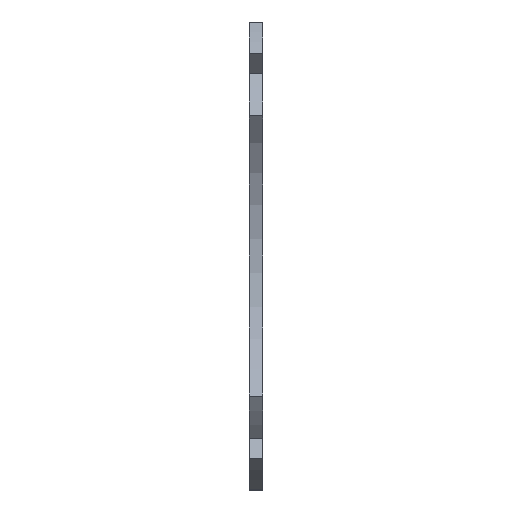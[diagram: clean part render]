
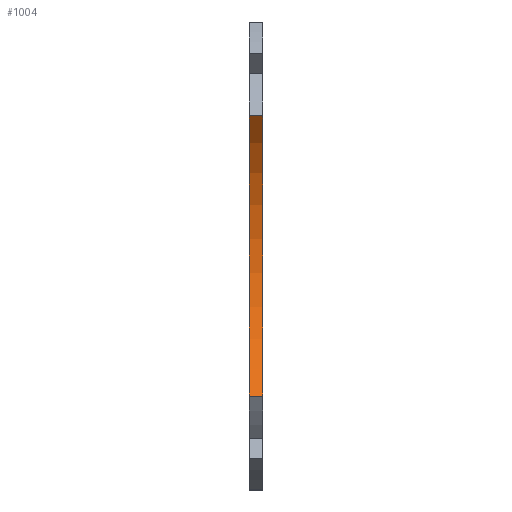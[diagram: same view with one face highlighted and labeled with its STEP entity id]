
A CAD part, left-side view. The second image highlights one B-rep face of the part: STEP entity #1004.
In plain terms, the highlighted cylindrical face has radius 45.426 mm (diameter 90.853 mm), a partial arc.
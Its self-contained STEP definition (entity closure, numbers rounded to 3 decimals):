
#13 = ORIENTED_EDGE ( 'NONE', *, *, #1049, .T. ) ;
#34 = LINE ( 'NONE', #1064, #949 ) ;
#52 = VERTEX_POINT ( 'NONE', #1033 ) ;
#64 = EDGE_CURVE ( 'NONE', #319, #336, #34, .T. ) ;
#80 = VECTOR ( 'NONE', #187, 1000. ) ;
#106 = CARTESIAN_POINT ( 'NONE',  ( -51.48, 3., -30.819 ) ) ;
#111 = AXIS2_PLACEMENT_3D ( 'NONE', #823, #995, #840 ) ;
#187 = DIRECTION ( 'NONE',  ( 0., -1., 0. ) ) ;
#263 = EDGE_CURVE ( 'NONE', #52, #336, #730, .T. ) ;
#277 = VERTEX_POINT ( 'NONE', #658 ) ;
#279 = DIRECTION ( 'NONE',  ( 0., -1., 0. ) ) ;
#306 = CARTESIAN_POINT ( 'NONE',  ( -84.853, 3., 0. ) ) ;
#319 = VERTEX_POINT ( 'NONE', #335 ) ;
#335 = CARTESIAN_POINT ( 'NONE',  ( -51.48, 3., 30.819 ) ) ;
#336 = VERTEX_POINT ( 'NONE', #924 ) ;
#415 = CIRCLE ( 'NONE', #506, 45.426 ) ;
#431 = AXIS2_PLACEMENT_3D ( 'NONE', #864, #279, #611 ) ;
#440 = ORIENTED_EDGE ( 'NONE', *, *, #263, .T. ) ;
#445 = CYLINDRICAL_SURFACE ( 'NONE', #431, 45.426 ) ;
#506 = AXIS2_PLACEMENT_3D ( 'NONE', #306, #998, #644 ) ;
#566 = DIRECTION ( 'NONE',  ( 0., -1., 0. ) ) ;
#611 = DIRECTION ( 'NONE',  ( 0., 0., -1. ) ) ;
#644 = DIRECTION ( 'NONE',  ( 0., 0., 1. ) ) ;
#658 = CARTESIAN_POINT ( 'NONE',  ( -51.48, 3., -30.819 ) ) ;
#730 = CIRCLE ( 'NONE', #111, 45.426 ) ;
#797 = EDGE_LOOP ( 'NONE', ( #440, #1050, #1085, #13 ) ) ;
#823 = CARTESIAN_POINT ( 'NONE',  ( -84.853, 0., 0. ) ) ;
#840 = DIRECTION ( 'NONE',  ( 0., 0., 1. ) ) ;
#864 = CARTESIAN_POINT ( 'NONE',  ( -84.853, 3., 0. ) ) ;
#875 = LINE ( 'NONE', #106, #80 ) ;
#924 = CARTESIAN_POINT ( 'NONE',  ( -51.48, 0., 30.819 ) ) ;
#949 = VECTOR ( 'NONE', #566, 1000. ) ;
#973 = EDGE_CURVE ( 'NONE', #277, #319, #415, .T. ) ;
#995 = DIRECTION ( 'NONE',  ( 0., -1., 0. ) ) ;
#998 = DIRECTION ( 'NONE',  ( 0., -1., 0. ) ) ;
#1004 = ADVANCED_FACE ( 'NONE', ( #1027 ), #445, .F. ) ;
#1027 = FACE_OUTER_BOUND ( 'NONE', #797, .T. ) ;
#1033 = CARTESIAN_POINT ( 'NONE',  ( -51.48, 0., -30.819 ) ) ;
#1049 = EDGE_CURVE ( 'NONE', #277, #52, #875, .T. ) ;
#1050 = ORIENTED_EDGE ( 'NONE', *, *, #64, .F. ) ;
#1064 = CARTESIAN_POINT ( 'NONE',  ( -51.48, 3., 30.819 ) ) ;
#1085 = ORIENTED_EDGE ( 'NONE', *, *, #973, .F. ) ;
